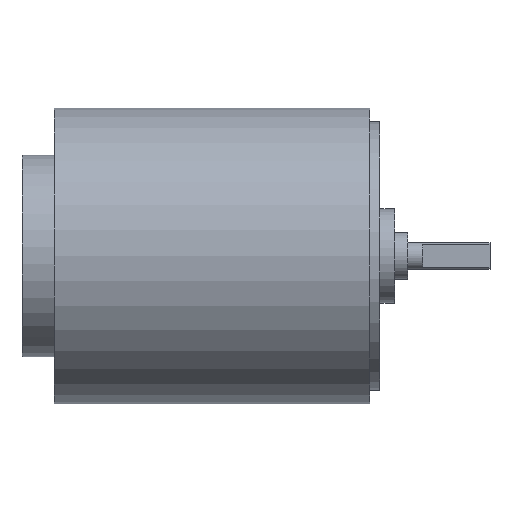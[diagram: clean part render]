
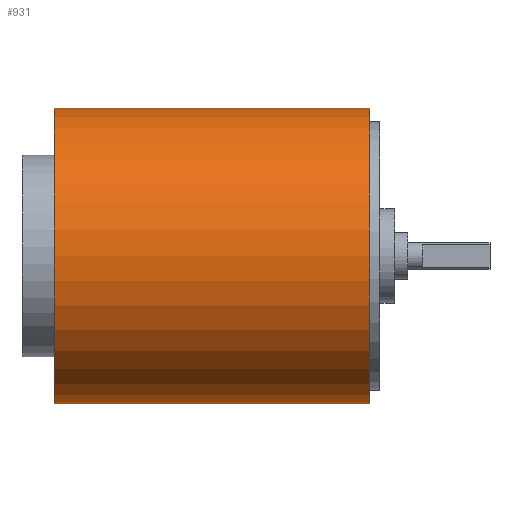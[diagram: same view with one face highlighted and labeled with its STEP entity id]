
A CAD part, top view. The second image highlights one B-rep face of the part: STEP entity #931.
In plain terms, the highlighted cylindrical face has radius 11 mm (diameter 22 mm), a partial arc.
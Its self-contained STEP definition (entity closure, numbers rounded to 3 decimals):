
#200=DIRECTION('',(-1.,0.,0.));
#201=VECTOR('',#200,23.45);
#202=CARTESIAN_POINT('',(8.45,11.,0.));
#203=LINE('',#202,#201);
#204=DIRECTION('',(-1.,0.,0.));
#205=VECTOR('',#204,23.45);
#206=CARTESIAN_POINT('',(8.45,-11.,0.));
#207=LINE('',#206,#205);
#213=CARTESIAN_POINT('',(8.45,0.,0.));
#214=DIRECTION('',(1.,0.,0.));
#215=DIRECTION('',(0.,1.,0.));
#216=AXIS2_PLACEMENT_3D('',#213,#214,#215);
#218=CARTESIAN_POINT('',(-15.,0.,0.));
#219=DIRECTION('',(1.,0.,0.));
#220=DIRECTION('',(0.,1.,0.));
#221=AXIS2_PLACEMENT_3D('',#218,#219,#220);
#518=CARTESIAN_POINT('',(8.45,11.,0.));
#519=CARTESIAN_POINT('',(-15.,11.,0.));
#520=VERTEX_POINT('',#518);
#521=VERTEX_POINT('',#519);
#538=CARTESIAN_POINT('',(8.45,-11.,0.));
#539=CARTESIAN_POINT('',(-15.,-11.,0.));
#540=VERTEX_POINT('',#538);
#541=VERTEX_POINT('',#539);
#919=CARTESIAN_POINT('',(-19.14,0.,0.));
#920=DIRECTION('',(1.,0.,0.));
#921=DIRECTION('',(0.,-1.,0.));
#922=AXIS2_PLACEMENT_3D('',#919,#920,#921);
#923=CYLINDRICAL_SURFACE('',#922,11.);
#924=ORIENTED_EDGE('',*,*,#909,.F.);
#925=ORIENTED_EDGE('',*,*,#895,.T.);
#926=ORIENTED_EDGE('',*,*,#913,.T.);
#928=ORIENTED_EDGE('',*,*,#927,.F.);
#929=EDGE_LOOP('',(#924,#925,#926,#928));
#930=FACE_OUTER_BOUND('',#929,.F.);
#931=ADVANCED_FACE('',(#930),#923,.T.);
#217=CIRCLE('',#216,11.);
#222=CIRCLE('',#221,11.);
#895=EDGE_CURVE('',#520,#540,#217,.T.);
#909=EDGE_CURVE('',#520,#521,#203,.T.);
#913=EDGE_CURVE('',#540,#541,#207,.T.);
#927=EDGE_CURVE('',#521,#541,#222,.T.);
